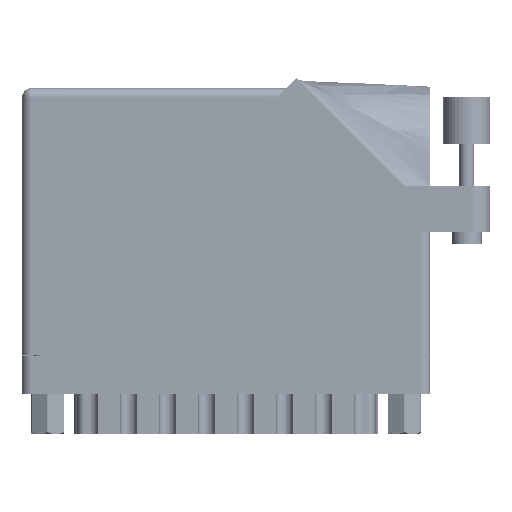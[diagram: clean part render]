
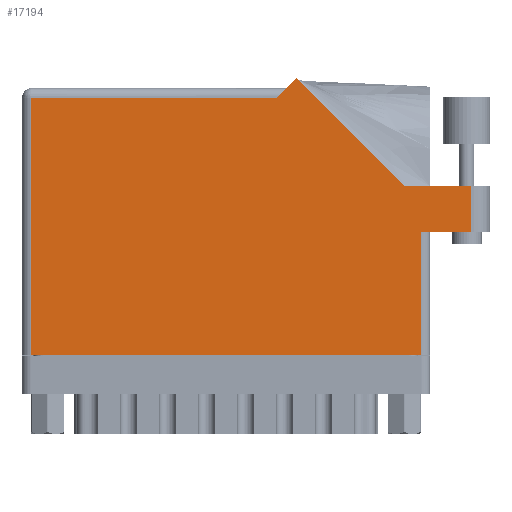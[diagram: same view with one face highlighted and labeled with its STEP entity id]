
A CAD part, front view. The second image highlights one B-rep face of the part: STEP entity #17194.
In plain terms, the highlighted face is planar.
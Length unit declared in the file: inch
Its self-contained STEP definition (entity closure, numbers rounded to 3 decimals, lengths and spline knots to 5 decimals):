
#1614 = ORIENTED_EDGE ( 'NONE', *, *, #59339, .T. ) ;
#2686 = CARTESIAN_POINT ( 'NONE',  ( 0., 1.713, 0. ) ) ;
#5874 = DIRECTION ( 'NONE',  ( 1., 0., 0. ) ) ;
#5910 = AXIS2_PLACEMENT_3D ( 'NONE', #63227, #69305, #42391 ) ;
#7059 = DIRECTION ( 'NONE',  ( 0., 1., 0. ) ) ;
#7617 = EDGE_CURVE ( 'NONE', #22193, #63510, #53225, .T. ) ;
#9507 = EDGE_LOOP ( 'NONE', ( #77238, #63948, #78328, #44837, #17851, #1614, #60613, #79364, #73949 ) ) ;
#10289 = CARTESIAN_POINT ( 'NONE',  ( 2.656, 0.815, 0. ) ) ;
#11404 = CARTESIAN_POINT ( 'NONE',  ( 0., 0., 0. ) ) ;
#12888 = CARTESIAN_POINT ( 'NONE',  ( 2.718, 0.815, 0. ) ) ;
#13838 = VECTOR ( 'NONE', #65001, 39.37008 ) ;
#13991 = EDGE_CURVE ( 'NONE', #28018, #65575, #72003, .T. ) ;
#14113 = EDGE_CURVE ( 'NONE', #60683, #70872, #63680, .T. ) ;
#16478 = PLANE ( 'NONE',  #5910 ) ;
#16517 = CARTESIAN_POINT ( 'NONE',  ( 2.55242, 1.122, 0. ) ) ;
#17194 = ADVANCED_FACE ( 'NONE', ( #74728 ), #16478, .F. ) ;
#17301 = CARTESIAN_POINT ( 'NONE',  ( 2.656, 0., 0. ) ) ;
#17851 = ORIENTED_EDGE ( 'NONE', *, *, #71118, .T. ) ;
#18198 = CARTESIAN_POINT ( 'NONE',  ( 2.993, 1.122, 0. ) ) ;
#18669 = VECTOR ( 'NONE', #69995, 39.37008 ) ;
#18753 = VERTEX_POINT ( 'NONE', #17301 ) ;
#22193 = VERTEX_POINT ( 'NONE', #10289 ) ;
#25215 = DIRECTION ( 'NONE',  ( 0., 1., 0. ) ) ;
#26747 = CARTESIAN_POINT ( 'NONE',  ( 0.062, 0., 0. ) ) ;
#28018 = VERTEX_POINT ( 'NONE', #72367 ) ;
#29232 = DIRECTION ( 'NONE',  ( -1., 0., 0. ) ) ;
#31680 = CARTESIAN_POINT ( 'NONE',  ( 2.993, 0.815, 0. ) ) ;
#33002 = LINE ( 'NONE', #2686, #83817 ) ;
#35649 = VECTOR ( 'NONE', #46309, 39.37008 ) ;
#35723 = EDGE_CURVE ( 'NONE', #65575, #36365, #82233, .T. ) ;
#36365 = VERTEX_POINT ( 'NONE', #37693 ) ;
#36464 = CARTESIAN_POINT ( 'NONE',  ( 0.062, 1.713, 0. ) ) ;
#37693 = CARTESIAN_POINT ( 'NONE',  ( 1.82871, 1.84571, 0. ) ) ;
#39035 = VECTOR ( 'NONE', #25215, 39.37008 ) ;
#40671 = DIRECTION ( 'NONE',  ( 0., -1., 0. ) ) ;
#42391 = DIRECTION ( 'NONE',  ( -1., 0., 0. ) ) ;
#43085 = CARTESIAN_POINT ( 'NONE',  ( 1.758, 1.775, 0. ) ) ;
#44147 = VECTOR ( 'NONE', #5874, 39.37008 ) ;
#44837 = ORIENTED_EDGE ( 'NONE', *, *, #35723, .T. ) ;
#46104 = EDGE_CURVE ( 'NONE', #63510, #28018, #85469, .T. ) ;
#46309 = DIRECTION ( 'NONE',  ( 1., 0., 0. ) ) ;
#46413 = CARTESIAN_POINT ( 'NONE',  ( 1.696, 1.713, 0. ) ) ;
#50759 = EDGE_CURVE ( 'NONE', #70872, #18753, #68933, .T. ) ;
#52170 = CARTESIAN_POINT ( 'NONE',  ( 0.062, 0., 0. ) ) ;
#53225 = LINE ( 'NONE', #12888, #35649 ) ;
#59339 = EDGE_CURVE ( 'NONE', #61760, #60683, #33002, .T. ) ;
#60613 = ORIENTED_EDGE ( 'NONE', *, *, #14113, .T. ) ;
#60683 = VERTEX_POINT ( 'NONE', #36464 ) ;
#61760 = VERTEX_POINT ( 'NONE', #46413 ) ;
#63227 = CARTESIAN_POINT ( 'NONE',  ( 0., 1.775, 0. ) ) ;
#63267 = DIRECTION ( 'NONE',  ( -0.707, 0.707, 0. ) ) ;
#63510 = VERTEX_POINT ( 'NONE', #31680 ) ;
#63680 = LINE ( 'NONE', #26747, #65717 ) ;
#63948 = ORIENTED_EDGE ( 'NONE', *, *, #46104, .T. ) ;
#64626 = CARTESIAN_POINT ( 'NONE',  ( 2.656, 0.815, 0. ) ) ;
#65001 = DIRECTION ( 'NONE',  ( -1., 0., 0. ) ) ;
#65575 = VERTEX_POINT ( 'NONE', #68537 ) ;
#65717 = VECTOR ( 'NONE', #40671, 39.37008 ) ;
#68537 = CARTESIAN_POINT ( 'NONE',  ( 2.55242, 1.122, 0. ) ) ;
#68933 = LINE ( 'NONE', #11404, #44147 ) ;
#69305 = DIRECTION ( 'NONE',  ( 0., 0., -1. ) ) ;
#69995 = DIRECTION ( 'NONE',  ( -0.707, -0.707, 0. ) ) ;
#70611 = VECTOR ( 'NONE', #7059, 39.37008 ) ;
#70872 = VERTEX_POINT ( 'NONE', #52170 ) ;
#71118 = EDGE_CURVE ( 'NONE', #36365, #61760, #86072, .T. ) ;
#72003 = LINE ( 'NONE', #84721, #13838 ) ;
#72185 = LINE ( 'NONE', #64626, #39035 ) ;
#72367 = CARTESIAN_POINT ( 'NONE',  ( 2.993, 1.122, 0. ) ) ;
#72900 = VECTOR ( 'NONE', #63267, 39.37008 ) ;
#73949 = ORIENTED_EDGE ( 'NONE', *, *, #78961, .T. ) ;
#74728 = FACE_OUTER_BOUND ( 'NONE', #9507, .T. ) ;
#77238 = ORIENTED_EDGE ( 'NONE', *, *, #7617, .T. ) ;
#78328 = ORIENTED_EDGE ( 'NONE', *, *, #13991, .T. ) ;
#78961 = EDGE_CURVE ( 'NONE', #18753, #22193, #72185, .T. ) ;
#79364 = ORIENTED_EDGE ( 'NONE', *, *, #50759, .T. ) ;
#82233 = LINE ( 'NONE', #16517, #72900 ) ;
#83817 = VECTOR ( 'NONE', #29232, 39.37008 ) ;
#84721 = CARTESIAN_POINT ( 'NONE',  ( 3.118, 1.122, 0. ) ) ;
#85469 = LINE ( 'NONE', #18198, #70611 ) ;
#86072 = LINE ( 'NONE', #43085, #18669 ) ;
